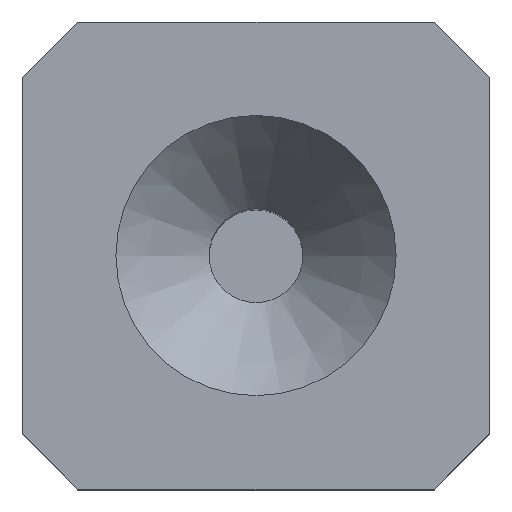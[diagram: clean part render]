
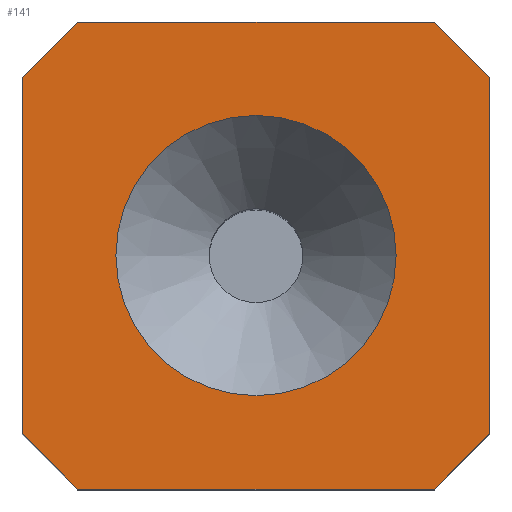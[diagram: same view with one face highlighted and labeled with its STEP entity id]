
A CAD part, top view. The second image highlights one B-rep face of the part: STEP entity #141.
In plain terms, the highlighted planar face has unit normal (0, 0, 1).
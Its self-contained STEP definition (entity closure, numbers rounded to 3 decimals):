
#13=DIRECTION('',(0.,0.,1.));
#24=VERTEX_POINT('',#25);
#25=CARTESIAN_POINT('',(-0.97,-1.27,4.2));
#28=ORIENTED_EDGE('',*,*,#29,.T.);
#29=EDGE_CURVE('',#24,#30,#32,.T.);
#30=VERTEX_POINT('',#31);
#31=CARTESIAN_POINT('',(-1.27,-0.97,4.2));
#32=LINE('',#25,#33);
#33=VECTOR('',#34,1.);
#34=DIRECTION('',(-0.707,0.707,0.));
#45=DIRECTION('',(-0.707,-0.707,0.));
#53=VERTEX_POINT('',#54);
#54=CARTESIAN_POINT('',(0.97,-1.27,4.2));
#56=ORIENTED_EDGE('',*,*,#57,.T.);
#57=EDGE_CURVE('',#53,#24,#58,.T.);
#58=LINE('',#54,#59);
#59=VECTOR('',#60,1.);
#60=DIRECTION('',(-1.,0.,0.));
#72=ORIENTED_EDGE('',*,*,#73,.T.);
#73=EDGE_CURVE('',#30,#74,#76,.T.);
#74=VERTEX_POINT('',#75);
#75=CARTESIAN_POINT('',(-1.27,0.97,4.2));
#76=LINE('',#31,#77);
#77=VECTOR('',#78,1.);
#78=DIRECTION('',(0.,1.,0.));
#89=DIRECTION('',(-1.,0.,0.));
#100=VECTOR('',#101,1.);
#101=DIRECTION('',(0.707,0.707,0.));
#107=VECTOR('',#108,1.);
#108=DIRECTION('',(1.,0.,0.));
#114=VECTOR('',#115,1.);
#115=DIRECTION('',(0.707,-0.707,0.));
#121=VECTOR('',#122,1.);
#122=DIRECTION('',(0.,-1.,0.));
#126=VECTOR('',#45,1.);
#140=DIRECTION('',(-0.,-0.,-1.));
#141=ADVANCED_FACE('',(#142,#167),#180,.F.);
#142=FACE_BOUND('',#143,.F.);
#143=EDGE_LOOP('',(#28,#72,#144,#149,#154,#159,#164,#56));
#144=ORIENTED_EDGE('',*,*,#145,.T.);
#145=EDGE_CURVE('',#74,#146,#148,.T.);
#146=VERTEX_POINT('',#147);
#147=CARTESIAN_POINT('',(-0.97,1.27,4.2));
#148=LINE('',#75,#100);
#149=ORIENTED_EDGE('',*,*,#150,.T.);
#150=EDGE_CURVE('',#146,#151,#153,.T.);
#151=VERTEX_POINT('',#152);
#152=CARTESIAN_POINT('',(0.97,1.27,4.2));
#153=LINE('',#147,#107);
#154=ORIENTED_EDGE('',*,*,#155,.T.);
#155=EDGE_CURVE('',#151,#156,#158,.T.);
#156=VERTEX_POINT('',#157);
#157=CARTESIAN_POINT('',(1.27,0.97,4.2));
#158=LINE('',#152,#114);
#159=ORIENTED_EDGE('',*,*,#160,.T.);
#160=EDGE_CURVE('',#156,#161,#163,.T.);
#161=VERTEX_POINT('',#162);
#162=CARTESIAN_POINT('',(1.27,-0.97,4.2));
#163=LINE('',#157,#121);
#164=ORIENTED_EDGE('',*,*,#165,.T.);
#165=EDGE_CURVE('',#161,#53,#166,.T.);
#166=LINE('',#162,#126);
#167=FACE_BOUND('',#168,.F.);
#168=EDGE_LOOP('',(#169,#178));
#169=ORIENTED_EDGE('',*,*,#170,.T.);
#170=EDGE_CURVE('',#171,#173,#175,.T.);
#171=VERTEX_POINT('',#172);
#172=CARTESIAN_POINT('',(0.762,0.,4.2));
#173=VERTEX_POINT('',#174);
#174=CARTESIAN_POINT('',(-0.762,0.,4.2));
#175=CIRCLE('',#176,0.762);
#176=AXIS2_PLACEMENT_3D('',#177,#13,#108);
#177=CARTESIAN_POINT('',(0.,0.,4.2));
#178=ORIENTED_EDGE('',*,*,#179,.T.);
#179=EDGE_CURVE('',#173,#171,#175,.T.);
#180=PLANE('',#181);
#181=AXIS2_PLACEMENT_3D('',#182,#140,#89);
#182=CARTESIAN_POINT('',(0.,0.,4.2));
